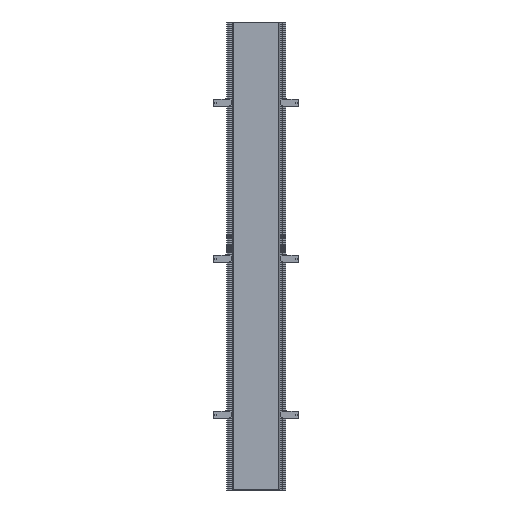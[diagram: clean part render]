
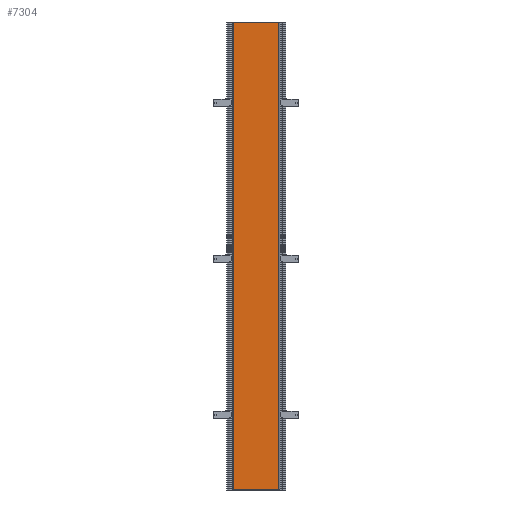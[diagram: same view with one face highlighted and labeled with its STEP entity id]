
A CAD part, front view. The second image highlights one B-rep face of the part: STEP entity #7304.
In plain terms, the highlighted face is planar.
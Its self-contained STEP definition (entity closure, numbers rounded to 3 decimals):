
#212 = VERTEX_POINT ( 'NONE', #3932 ) ;
#813 = LINE ( 'NONE', #7042, #5094 ) ;
#1070 = CARTESIAN_POINT ( 'NONE',  ( -117.5, 0., 0. ) ) ;
#1529 = VECTOR ( 'NONE', #8883, 1000. ) ;
#1865 = FACE_OUTER_BOUND ( 'NONE', #8265, .T. ) ;
#2479 = EDGE_CURVE ( 'NONE', #4578, #8276, #3259, .T. ) ;
#2542 = PLANE ( 'NONE',  #7350 ) ;
#3228 = DIRECTION ( 'NONE',  ( 0., 0., -1. ) ) ;
#3250 = LINE ( 'NONE', #7427, #8554 ) ;
#3259 = LINE ( 'NONE', #8529, #1529 ) ;
#3590 = LINE ( 'NONE', #4707, #4138 ) ;
#3932 = CARTESIAN_POINT ( 'NONE',  ( 117.5, 0., 0. ) ) ;
#4138 = VECTOR ( 'NONE', #8385, 1000. ) ;
#4176 = EDGE_CURVE ( 'NONE', #8276, #212, #3250, .T. ) ;
#4178 = EDGE_CURVE ( 'NONE', #4526, #212, #3590, .T. ) ;
#4275 = EDGE_CURVE ( 'NONE', #4526, #4578, #813, .T. ) ;
#4526 = VERTEX_POINT ( 'NONE', #1070 ) ;
#4578 = VERTEX_POINT ( 'NONE', #8535 ) ;
#4696 = ORIENTED_EDGE ( 'NONE', *, *, #4178, .F. ) ;
#4707 = CARTESIAN_POINT ( 'NONE',  ( -120.5, 0., 0. ) ) ;
#5085 = CARTESIAN_POINT ( 'NONE',  ( -120.5, 0., -2399. ) ) ;
#5094 = VECTOR ( 'NONE', #7672, 1000. ) ;
#6192 = ORIENTED_EDGE ( 'NONE', *, *, #4275, .T. ) ;
#6207 = DIRECTION ( 'NONE',  ( 0., 0., 1. ) ) ;
#7042 = CARTESIAN_POINT ( 'NONE',  ( -117.5, 0., -2399. ) ) ;
#7130 = CARTESIAN_POINT ( 'NONE',  ( 117.5, 0., -2399. ) ) ;
#7304 = ADVANCED_FACE ( 'NONE', ( #1865 ), #2542, .T. ) ;
#7310 = DIRECTION ( 'NONE',  ( 0., -1., 0. ) ) ;
#7350 = AXIS2_PLACEMENT_3D ( 'NONE', #5085, #7310, #3228 ) ;
#7427 = CARTESIAN_POINT ( 'NONE',  ( 117.5, 0., 0. ) ) ;
#7672 = DIRECTION ( 'NONE',  ( 0., 0., -1. ) ) ;
#8126 = ORIENTED_EDGE ( 'NONE', *, *, #4176, .T. ) ;
#8265 = EDGE_LOOP ( 'NONE', ( #8895, #8126, #4696, #6192 ) ) ;
#8276 = VERTEX_POINT ( 'NONE', #7130 ) ;
#8385 = DIRECTION ( 'NONE',  ( 1., 0., 0. ) ) ;
#8529 = CARTESIAN_POINT ( 'NONE',  ( -120.5, 0., -2399. ) ) ;
#8535 = CARTESIAN_POINT ( 'NONE',  ( -117.5, 0., -2399. ) ) ;
#8554 = VECTOR ( 'NONE', #6207, 1000. ) ;
#8883 = DIRECTION ( 'NONE',  ( 1., 0., 0. ) ) ;
#8895 = ORIENTED_EDGE ( 'NONE', *, *, #2479, .T. ) ;
